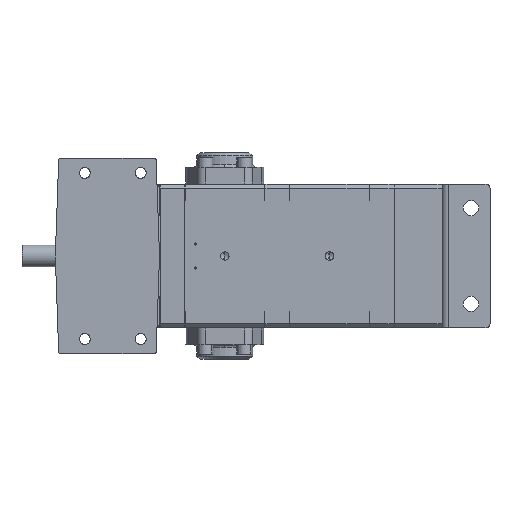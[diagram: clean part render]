
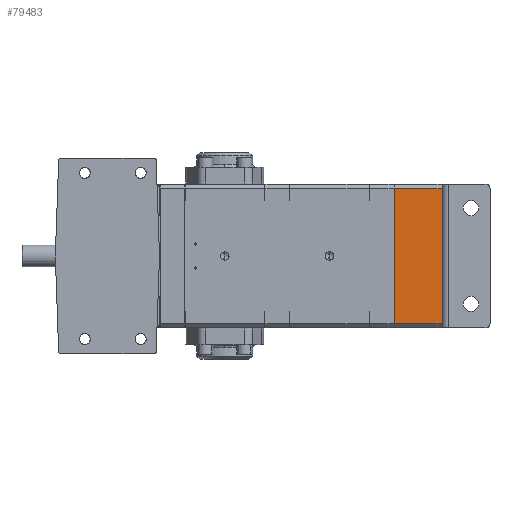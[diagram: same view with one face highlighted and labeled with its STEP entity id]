
A CAD part, front view. The second image highlights one B-rep face of the part: STEP entity #79483.
In plain terms, the highlighted planar face has unit normal (0, -1, 0).
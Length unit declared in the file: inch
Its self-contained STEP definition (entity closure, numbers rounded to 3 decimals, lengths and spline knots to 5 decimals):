
#2129 = EDGE_CURVE ( 'Defeatured_0_0+Defeatured_0_1190+Defeatured_0_1176+Defeatured_0_1178', #117604, #65769, #38991, .T. ) ;
#4411 = CARTESIAN_POINT ( 'NONE',  ( 17.6495, -6., 4.25 ) ) ;
#5783 = ORIENTED_EDGE ( 'NONE', *, *, #13244, .F. ) ;
#6473 = DIRECTION ( 'NONE',  ( 0., 0., 1. ) ) ;
#6682 = DIRECTION ( 'NONE',  ( -1., 0., 0. ) ) ;
#7165 = VERTEX_POINT ( 'NONE', #120179 ) ;
#10591 = VECTOR ( 'NONE', #99069, 39.37008 ) ;
#11156 = LINE ( 'NONE', #119898, #88924 ) ;
#13244 = EDGE_CURVE ( 'Defeatured_0_1220+Defeatured_0_1190+Defeatured_0_1185+Defeatured_0_1189', #7165, #119654, #36039, .T. ) ;
#13362 = CARTESIAN_POINT ( 'NONE',  ( 14.6645, -6., -3.47948 ) ) ;
#16193 = VECTOR ( 'NONE', #6682, 39.37008 ) ;
#17265 = PLANE ( 'NONE',  #69100 ) ;
#17335 = VERTEX_POINT ( 'NONE', #57860 ) ;
#28665 = DIRECTION ( 'NONE',  ( 0., 1., 0. ) ) ;
#30006 = EDGE_CURVE ( 'Defeatured_0_1190+Defeatured_0_1176+Defeatured_0_0+Defeatured_0_1175', #117604, #83923, #131349, .T. ) ;
#36039 = LINE ( 'NONE', #128312, #46694 ) ;
#36505 = DIRECTION ( 'NONE',  ( -1., 0., 0. ) ) ;
#38991 = LINE ( 'NONE', #61757, #72606 ) ;
#45821 = LINE ( 'NONE', #89138, #10591 ) ;
#46694 = VECTOR ( 'NONE', #61026, 39.37008 ) ;
#48338 = EDGE_CURVE ( 'Defeatured_0_1190+Defeatured_0_1178+Defeatured_0_1179+Defeatured_0_0', #17335, #65769, #65101, .T. ) ;
#49560 = LINE ( 'NONE', #13362, #102709 ) ;
#49692 = EDGE_CURVE ( 'Defeatured_0_1185+Defeatured_0_1190+Defeatured_0_1179+Defeatured_0_1220', #95710, #7165, #49560, .T. ) ;
#52110 = CARTESIAN_POINT ( 'NONE',  ( 14.6495, -6., 4.25 ) ) ;
#57860 = CARTESIAN_POINT ( 'NONE',  ( 14.6645, -6., -4.25 ) ) ;
#59567 = ORIENTED_EDGE ( 'NONE', *, *, #111214, .F. ) ;
#61026 = DIRECTION ( 'NONE',  ( 0., 0., 1. ) ) ;
#61757 = CARTESIAN_POINT ( 'NONE',  ( 17.6495, -6., -4.25 ) ) ;
#65026 = ORIENTED_EDGE ( 'NONE', *, *, #131975, .F. ) ;
#65101 = LINE ( 'NONE', #85430, #84501 ) ;
#65176 = EDGE_CURVE ( 'Defeatured_0_1189+Defeatured_0_1190+Defeatured_0_1220+Defeatured_0_1175', #119654, #131595, #45821, .T. ) ;
#65769 = VERTEX_POINT ( 'NONE', #76107 ) ;
#69100 = AXIS2_PLACEMENT_3D ( 'NONE', #109748, #28665, #6473 ) ;
#72606 = VECTOR ( 'NONE', #140460, 39.37008 ) ;
#76107 = CARTESIAN_POINT ( 'NONE',  ( 17.6495, -6., -4.25 ) ) ;
#78458 = EDGE_LOOP ( 'NONE', ( #5783, #115347, #65026, #102849, #104544, #104625, #59567, #138090 ) ) ;
#79483 = ADVANCED_FACE ( 'Defeatured_0_1190', ( #103293 ), #17265, .F. ) ;
#83923 = VERTEX_POINT ( 'NONE', #89460 ) ;
#84501 = VECTOR ( 'NONE', #141352, 39.37008 ) ;
#84749 = DIRECTION ( 'NONE',  ( 0., 0., 1. ) ) ;
#85430 = CARTESIAN_POINT ( 'NONE',  ( 17.7395, -6., -4.25 ) ) ;
#88924 = VECTOR ( 'NONE', #84749, 39.37008 ) ;
#89138 = CARTESIAN_POINT ( 'NONE',  ( 14.6645, -6., 3.47948 ) ) ;
#89434 = DIRECTION ( 'NONE',  ( 0., 0., 1. ) ) ;
#89460 = CARTESIAN_POINT ( 'NONE',  ( 14.6645, -6., 4.25 ) ) ;
#92279 = CARTESIAN_POINT ( 'NONE',  ( 14.6515, -6., 3.47948 ) ) ;
#95710 = VERTEX_POINT ( 'NONE', #124161 ) ;
#97330 = CARTESIAN_POINT ( 'NONE',  ( 14.6645, -6., 3.47948 ) ) ;
#99069 = DIRECTION ( 'NONE',  ( 1., 0., 0. ) ) ;
#102709 = VECTOR ( 'NONE', #36505, 39.37008 ) ;
#102849 = ORIENTED_EDGE ( 'NONE', *, *, #48338, .T. ) ;
#103293 = FACE_OUTER_BOUND ( 'NONE', #78458, .T. ) ;
#104544 = ORIENTED_EDGE ( 'NONE', *, *, #2129, .F. ) ;
#104625 = ORIENTED_EDGE ( 'NONE', *, *, #30006, .T. ) ;
#109748 = CARTESIAN_POINT ( 'NONE',  ( 17.7395, -6., 4.54 ) ) ;
#110312 = CARTESIAN_POINT ( 'NONE',  ( 14.6645, -6., 4.54 ) ) ;
#111214 = EDGE_CURVE ( 'Defeatured_0_1175+Defeatured_0_1190+Defeatured_0_1189+Defeatured_0_1176', #131595, #83923, #11156, .T. ) ;
#115347 = ORIENTED_EDGE ( 'NONE', *, *, #49692, .F. ) ;
#117604 = VERTEX_POINT ( 'NONE', #4411 ) ;
#119654 = VERTEX_POINT ( 'NONE', #92279 ) ;
#119898 = CARTESIAN_POINT ( 'NONE',  ( 14.6645, -6., 4.54 ) ) ;
#120179 = CARTESIAN_POINT ( 'NONE',  ( 14.6515, -6., -3.47948 ) ) ;
#124161 = CARTESIAN_POINT ( 'NONE',  ( 14.6645, -6., -3.47948 ) ) ;
#126787 = VECTOR ( 'NONE', #89434, 39.37008 ) ;
#128312 = CARTESIAN_POINT ( 'NONE',  ( 14.6515, -6., 4.54 ) ) ;
#131349 = LINE ( 'NONE', #52110, #16193 ) ;
#131595 = VERTEX_POINT ( 'NONE', #97330 ) ;
#131975 = EDGE_CURVE ( 'Defeatured_0_1179+Defeatured_0_1190+Defeatured_0_1178+Defeatured_0_1185', #17335, #95710, #132076, .T. ) ;
#132076 = LINE ( 'NONE', #110312, #126787 ) ;
#138090 = ORIENTED_EDGE ( 'NONE', *, *, #65176, .F. ) ;
#140460 = DIRECTION ( 'NONE',  ( 0., 0., -1. ) ) ;
#141352 = DIRECTION ( 'NONE',  ( 1., 0., 0. ) ) ;
